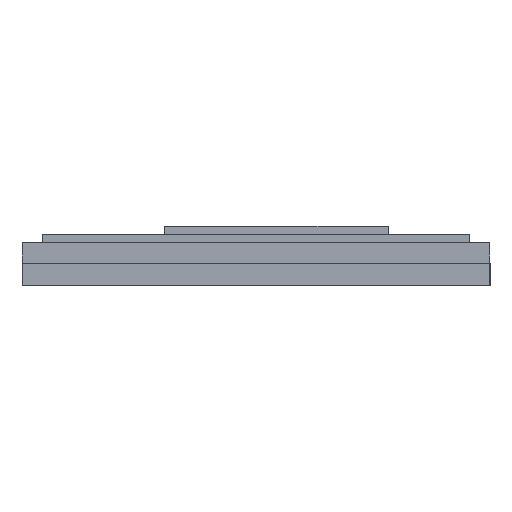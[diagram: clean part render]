
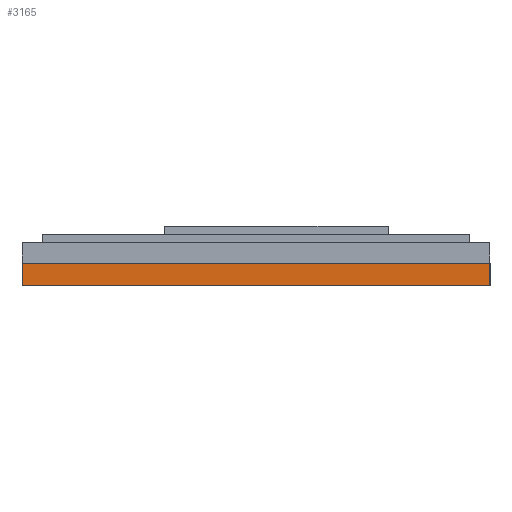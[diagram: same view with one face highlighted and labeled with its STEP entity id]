
A CAD part, left-side view. The second image highlights one B-rep face of the part: STEP entity #3165.
In plain terms, the highlighted planar face has unit normal (-1, 0, 0).
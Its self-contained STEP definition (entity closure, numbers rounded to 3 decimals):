
#266 = VERTEX_POINT ( 'NONE', #1660 ) ;
#278 = CARTESIAN_POINT ( 'NONE',  ( -15., -5.75, 0. ) ) ;
#616 = ORIENTED_EDGE ( 'NONE', *, *, #4416, .T. ) ;
#958 = CARTESIAN_POINT ( 'NONE',  ( -15., 5.75, -0.55 ) ) ;
#967 = DIRECTION ( 'NONE',  ( 0., 0., 1. ) ) ;
#1080 = DIRECTION ( 'NONE',  ( -1., 0., 0. ) ) ;
#1103 = ORIENTED_EDGE ( 'NONE', *, *, #1777, .T. ) ;
#1660 = CARTESIAN_POINT ( 'NONE',  ( -15., 5.75, -0.55 ) ) ;
#1764 = LINE ( 'NONE', #4688, #3679 ) ;
#1777 = EDGE_CURVE ( 'NONE', #266, #3971, #4449, .T. ) ;
#1801 = PLANE ( 'NONE',  #3608 ) ;
#1877 = CARTESIAN_POINT ( 'NONE',  ( -15., -5.75, -0.55 ) ) ;
#1895 = VECTOR ( 'NONE', #3158, 1000. ) ;
#2098 = FACE_OUTER_BOUND ( 'NONE', #2566, .T. ) ;
#2138 = ORIENTED_EDGE ( 'NONE', *, *, #3868, .F. ) ;
#2200 = VECTOR ( 'NONE', #3190, 1000. ) ;
#2241 = VERTEX_POINT ( 'NONE', #278 ) ;
#2566 = EDGE_LOOP ( 'NONE', ( #2138, #3318, #1103, #616 ) ) ;
#2612 = CARTESIAN_POINT ( 'NONE',  ( -15., 0., -0.55 ) ) ;
#2806 = CARTESIAN_POINT ( 'NONE',  ( -15., 5.75, 0. ) ) ;
#2962 = EDGE_CURVE ( 'NONE', #266, #3672, #3779, .T. ) ;
#3158 = DIRECTION ( 'NONE',  ( 0., -1., 0. ) ) ;
#3165 = ADVANCED_FACE ( 'NONE', ( #2098 ), #1801, .T. ) ;
#3190 = DIRECTION ( 'NONE',  ( 0., 0., 1. ) ) ;
#3239 = DIRECTION ( 'NONE',  ( 0., -1., 0. ) ) ;
#3318 = ORIENTED_EDGE ( 'NONE', *, *, #2962, .F. ) ;
#3608 = AXIS2_PLACEMENT_3D ( 'NONE', #2612, #1080, #4460 ) ;
#3672 = VERTEX_POINT ( 'NONE', #2806 ) ;
#3679 = VECTOR ( 'NONE', #3239, 1000. ) ;
#3721 = LINE ( 'NONE', #4645, #4643 ) ;
#3779 = LINE ( 'NONE', #958, #2200 ) ;
#3868 = EDGE_CURVE ( 'NONE', #3672, #2241, #1764, .T. ) ;
#3971 = VERTEX_POINT ( 'NONE', #1877 ) ;
#4416 = EDGE_CURVE ( 'NONE', #3971, #2241, #3721, .T. ) ;
#4449 = LINE ( 'NONE', #4606, #1895 ) ;
#4460 = DIRECTION ( 'NONE',  ( 0., 0., 1. ) ) ;
#4606 = CARTESIAN_POINT ( 'NONE',  ( -15., 0., -0.55 ) ) ;
#4643 = VECTOR ( 'NONE', #967, 1000. ) ;
#4645 = CARTESIAN_POINT ( 'NONE',  ( -15., -5.75, -0.55 ) ) ;
#4688 = CARTESIAN_POINT ( 'NONE',  ( -15., 0., 0. ) ) ;
